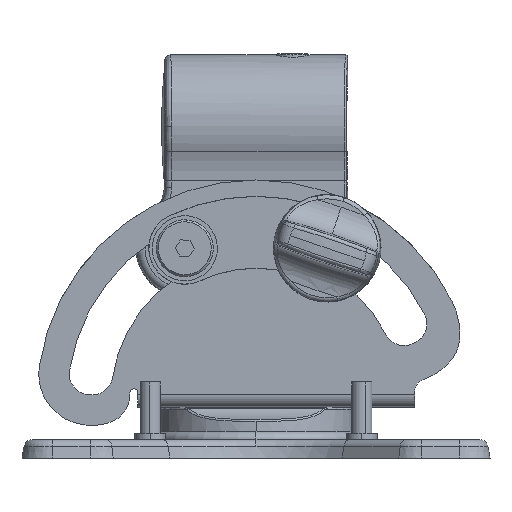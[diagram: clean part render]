
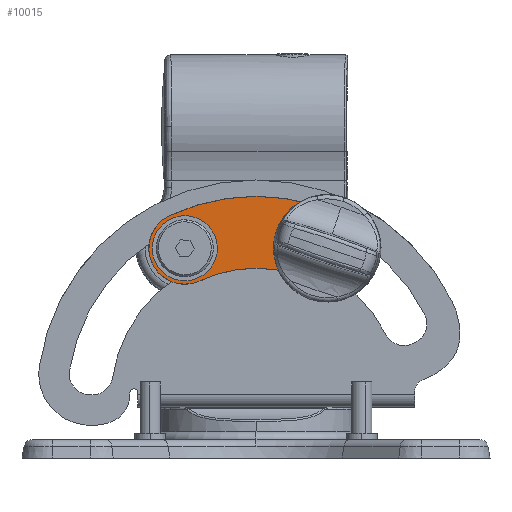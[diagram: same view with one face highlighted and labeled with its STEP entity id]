
A CAD part, left-side view. The second image highlights one B-rep face of the part: STEP entity #10015.
In plain terms, the highlighted planar face has unit normal (-1, 0, 0).
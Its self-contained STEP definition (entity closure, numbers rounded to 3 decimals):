
#919 = CIRCLE ( 'NONE', #30142, 32.178 ) ;
#970 = EDGE_LOOP ( 'NONE', ( #22844, #11138 ) ) ;
#996 = CIRCLE ( 'NONE', #1755, 4.1 ) ;
#1755 = AXIS2_PLACEMENT_3D ( 'NONE', #19928, #17682, #22796 ) ;
#1757 = CARTESIAN_POINT ( 'NONE',  ( -19.35, 31.25, -48.539 ) ) ;
#1910 = VERTEX_POINT ( 'NONE', #28037 ) ;
#2085 = DIRECTION ( 'NONE',  ( 0., 0., -1. ) ) ;
#2088 = CIRCLE ( 'NONE', #11300, 4.1 ) ;
#2104 = CIRCLE ( 'NONE', #7976, 4.1 ) ;
#4266 = EDGE_CURVE ( 'NONE', #26669, #30610, #16426, .T. ) ;
#5173 = CIRCLE ( 'NONE', #25869, 49.822 ) ;
#5661 = EDGE_CURVE ( 'NONE', #6785, #11345, #2088, .T. ) ;
#6263 = VERTEX_POINT ( 'NONE', #6782 ) ;
#6782 = CARTESIAN_POINT ( 'NONE',  ( -19.35, 40., -25.9 ) ) ;
#6785 = VERTEX_POINT ( 'NONE', #19664 ) ;
#7971 = CARTESIAN_POINT ( 'NONE',  ( -19.35, 36.234, -37.978 ) ) ;
#7976 = AXIS2_PLACEMENT_3D ( 'NONE', #35038, #23751, #2085 ) ;
#8083 = CARTESIAN_POINT ( 'NONE',  ( -19.35, 40., -38.822 ) ) ;
#8257 = EDGE_CURVE ( 'NONE', #1910, #26669, #5173, .T. ) ;
#8355 = DIRECTION ( 'NONE',  ( 0., 0., -1. ) ) ;
#9266 = CARTESIAN_POINT ( 'NONE',  ( -19.35, 40., -30. ) ) ;
#9364 = CARTESIAN_POINT ( 'NONE',  ( -19.35, 5., -30. ) ) ;
#9680 = DIRECTION ( 'NONE',  ( 1., 0., 0. ) ) ;
#10015 = ADVANCED_FACE ( 'NONE', ( #19141, #32465, #10541 ), #23197, .F. ) ;
#10541 = FACE_OUTER_BOUND ( 'NONE', #20480, .T. ) ;
#11138 = ORIENTED_EDGE ( 'NONE', *, *, #25861, .T. ) ;
#11207 = CARTESIAN_POINT ( 'NONE',  ( -19.35, 5., -30. ) ) ;
#11300 = AXIS2_PLACEMENT_3D ( 'NONE', #14412, #25419, #11980 ) ;
#11345 = VERTEX_POINT ( 'NONE', #14627 ) ;
#11980 = DIRECTION ( 'NONE',  ( 0., 0., -1. ) ) ;
#12211 = CARTESIAN_POINT ( 'NONE',  ( -19.35, 40., -34.1 ) ) ;
#12605 = ORIENTED_EDGE ( 'NONE', *, *, #33800, .T. ) ;
#13246 = EDGE_CURVE ( 'NONE', #30610, #32270, #20611, .T. ) ;
#13968 = DIRECTION ( 'NONE',  ( 1., 0., 0. ) ) ;
#14412 = CARTESIAN_POINT ( 'NONE',  ( -19.35, 5., -30. ) ) ;
#14627 = CARTESIAN_POINT ( 'NONE',  ( -19.35, 5., -25.9 ) ) ;
#14723 = CARTESIAN_POINT ( 'NONE',  ( -19.35, 22.5, -67.078 ) ) ;
#14978 = DIRECTION ( 'NONE',  ( 0., 0., -1. ) ) ;
#15100 = DIRECTION ( 'NONE',  ( 0., 0., -1. ) ) ;
#15327 = CARTESIAN_POINT ( 'NONE',  ( -19.35, 40., -30. ) ) ;
#15903 = AXIS2_PLACEMENT_3D ( 'NONE', #30923, #22726, #23098 ) ;
#16312 = EDGE_CURVE ( 'NONE', #31640, #21719, #26541, .T. ) ;
#16426 = CIRCLE ( 'NONE', #26218, 8.822 ) ;
#17018 = CARTESIAN_POINT ( 'NONE',  ( -19.35, 43.766, -22.022 ) ) ;
#17042 = ORIENTED_EDGE ( 'NONE', *, *, #16312, .T. ) ;
#17557 = DIRECTION ( 'NONE',  ( 0., 0., -1. ) ) ;
#17682 = DIRECTION ( 'NONE',  ( 1., 0., 0. ) ) ;
#18580 = CIRCLE ( 'NONE', #23530, 8.822 ) ;
#19012 = EDGE_CURVE ( 'NONE', #32270, #31640, #919, .T. ) ;
#19141 = FACE_BOUND ( 'NONE', #24028, .T. ) ;
#19664 = CARTESIAN_POINT ( 'NONE',  ( -19.35, 5., -34.1 ) ) ;
#19928 = CARTESIAN_POINT ( 'NONE',  ( -19.35, 5., -30. ) ) ;
#20463 = CARTESIAN_POINT ( 'NONE',  ( -19.35, 5., -38.822 ) ) ;
#20480 = EDGE_LOOP ( 'NONE', ( #21450, #17042, #34156, #26225, #24907, #30225 ) ) ;
#20611 = CIRCLE ( 'NONE', #15903, 8.822 ) ;
#21450 = ORIENTED_EDGE ( 'NONE', *, *, #19012, .T. ) ;
#21719 = VERTEX_POINT ( 'NONE', #20463 ) ;
#22202 = CARTESIAN_POINT ( 'NONE',  ( -19.35, 22.5, -67.078 ) ) ;
#22726 = DIRECTION ( 'NONE',  ( -1., 0., 0. ) ) ;
#22796 = DIRECTION ( 'NONE',  ( 0., 0., -1. ) ) ;
#22844 = ORIENTED_EDGE ( 'NONE', *, *, #29373, .T. ) ;
#23098 = DIRECTION ( 'NONE',  ( 0., 0., -1. ) ) ;
#23197 = PLANE ( 'NONE',  #23251 ) ;
#23233 = AXIS2_PLACEMENT_3D ( 'NONE', #9266, #25802, #17557 ) ;
#23251 = AXIS2_PLACEMENT_3D ( 'NONE', #1757, #9680, #31971 ) ;
#23530 = AXIS2_PLACEMENT_3D ( 'NONE', #9364, #26158, #34220 ) ;
#23751 = DIRECTION ( 'NONE',  ( 1., 0., 0. ) ) ;
#23870 = CARTESIAN_POINT ( 'NONE',  ( -19.35, 8.766, -37.978 ) ) ;
#24028 = EDGE_LOOP ( 'NONE', ( #31720, #12605 ) ) ;
#24379 = CIRCLE ( 'NONE', #23233, 4.1 ) ;
#24907 = ORIENTED_EDGE ( 'NONE', *, *, #4266, .T. ) ;
#25419 = DIRECTION ( 'NONE',  ( 1., 0., 0. ) ) ;
#25802 = DIRECTION ( 'NONE',  ( 1., 0., 0. ) ) ;
#25861 = EDGE_CURVE ( 'NONE', #6263, #26718, #24379, .T. ) ;
#25869 = AXIS2_PLACEMENT_3D ( 'NONE', #14723, #33821, #15100 ) ;
#26158 = DIRECTION ( 'NONE',  ( -1., 0., 0. ) ) ;
#26218 = AXIS2_PLACEMENT_3D ( 'NONE', #15327, #31388, #14978 ) ;
#26225 = ORIENTED_EDGE ( 'NONE', *, *, #8257, .T. ) ;
#26541 = CIRCLE ( 'NONE', #33498, 8.822 ) ;
#26669 = VERTEX_POINT ( 'NONE', #17018 ) ;
#26718 = VERTEX_POINT ( 'NONE', #12211 ) ;
#28037 = CARTESIAN_POINT ( 'NONE',  ( -19.35, 1.234, -22.022 ) ) ;
#29373 = EDGE_CURVE ( 'NONE', #26718, #6263, #2104, .T. ) ;
#30142 = AXIS2_PLACEMENT_3D ( 'NONE', #22202, #13968, #33179 ) ;
#30225 = ORIENTED_EDGE ( 'NONE', *, *, #13246, .T. ) ;
#30415 = DIRECTION ( 'NONE',  ( -1., 0., 0. ) ) ;
#30610 = VERTEX_POINT ( 'NONE', #8083 ) ;
#30923 = CARTESIAN_POINT ( 'NONE',  ( -19.35, 40., -30. ) ) ;
#31388 = DIRECTION ( 'NONE',  ( -1., 0., 0. ) ) ;
#31640 = VERTEX_POINT ( 'NONE', #23870 ) ;
#31720 = ORIENTED_EDGE ( 'NONE', *, *, #5661, .T. ) ;
#31971 = DIRECTION ( 'NONE',  ( 0., 0., -1. ) ) ;
#32270 = VERTEX_POINT ( 'NONE', #7971 ) ;
#32465 = FACE_BOUND ( 'NONE', #970, .T. ) ;
#33179 = DIRECTION ( 'NONE',  ( 0., 0., -1. ) ) ;
#33204 = EDGE_CURVE ( 'NONE', #21719, #1910, #18580, .T. ) ;
#33498 = AXIS2_PLACEMENT_3D ( 'NONE', #11207, #30415, #8355 ) ;
#33800 = EDGE_CURVE ( 'NONE', #11345, #6785, #996, .T. ) ;
#33821 = DIRECTION ( 'NONE',  ( -1., 0., 0. ) ) ;
#34156 = ORIENTED_EDGE ( 'NONE', *, *, #33204, .T. ) ;
#34220 = DIRECTION ( 'NONE',  ( 0., 0., -1. ) ) ;
#35038 = CARTESIAN_POINT ( 'NONE',  ( -19.35, 40., -30. ) ) ;
